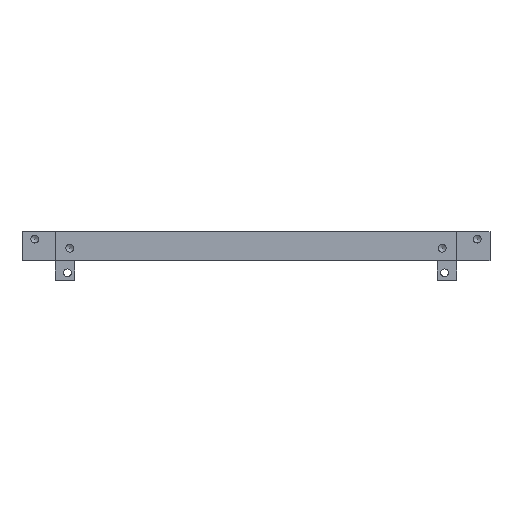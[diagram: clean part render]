
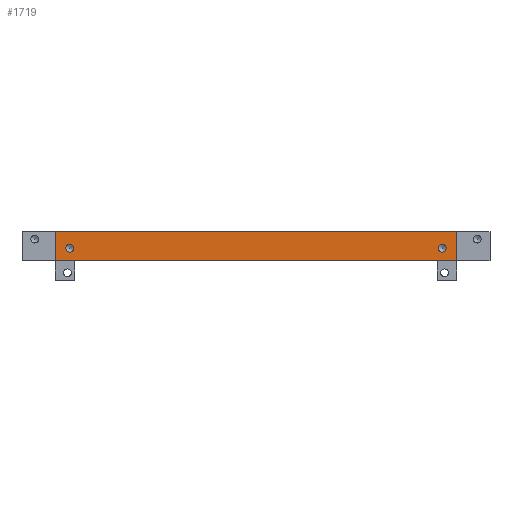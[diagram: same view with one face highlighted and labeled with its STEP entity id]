
A CAD part, front view. The second image highlights one B-rep face of the part: STEP entity #1719.
In plain terms, the highlighted planar face has unit normal (0, -1, 0).
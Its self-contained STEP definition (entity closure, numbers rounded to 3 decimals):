
#61=FACE_BOUND('',#276,.T.);
#62=FACE_BOUND('',#277,.T.);
#91=PLANE('',#1905);
#147=FACE_OUTER_BOUND('',#275,.T.);
#275=EDGE_LOOP('',(#1388,#1389,#1390,#1391));
#276=EDGE_LOOP('',(#1392));
#277=EDGE_LOOP('',(#1393));
#369=LINE('',#2605,#509);
#385=LINE('',#2690,#525);
#425=LINE('',#2838,#565);
#426=LINE('',#2839,#566);
#509=VECTOR('',#2063,10.);
#525=VECTOR('',#2137,10.);
#565=VECTOR('',#2295,10.);
#566=VECTOR('',#2296,10.);
#708=CIRCLE('',#1904,0.812);
#709=CIRCLE('',#1906,0.812);
#765=VERTEX_POINT('',#2602);
#766=VERTEX_POINT('',#2604);
#805=VERTEX_POINT('',#2687);
#806=VERTEX_POINT('',#2689);
#855=VERTEX_POINT('',#2834);
#856=VERTEX_POINT('',#2840);
#936=EDGE_CURVE('',#765,#766,#369,.T.);
#979=EDGE_CURVE('',#806,#805,#385,.T.);
#1051=EDGE_CURVE('',#855,#855,#708,.T.);
#1053=EDGE_CURVE('',#805,#766,#425,.T.);
#1054=EDGE_CURVE('',#806,#765,#426,.T.);
#1055=EDGE_CURVE('',#856,#856,#709,.T.);
#1388=ORIENTED_EDGE('',*,*,#979,.T.);
#1389=ORIENTED_EDGE('',*,*,#1053,.T.);
#1390=ORIENTED_EDGE('',*,*,#936,.F.);
#1391=ORIENTED_EDGE('',*,*,#1054,.F.);
#1392=ORIENTED_EDGE('',*,*,#1055,.F.);
#1393=ORIENTED_EDGE('',*,*,#1051,.F.);
#1719=ADVANCED_FACE('',(#147,#61,#62),#91,.T.);
#1904=AXIS2_PLACEMENT_3D('',#2835,#2290,#2291);
#1905=AXIS2_PLACEMENT_3D('',#2837,#2293,#2294);
#1906=AXIS2_PLACEMENT_3D('',#2841,#2297,#2298);
#2063=DIRECTION('',(1.,0.,0.));
#2137=DIRECTION('',(1.,0.,0.));
#2290=DIRECTION('center_axis',(0.,-1.,0.));
#2291=DIRECTION('ref_axis',(0.,0.,1.));
#2293=DIRECTION('center_axis',(0.,-1.,0.));
#2294=DIRECTION('ref_axis',(1.,0.,0.));
#2295=DIRECTION('',(0.,0.,1.));
#2296=DIRECTION('',(0.,0.,1.));
#2297=DIRECTION('center_axis',(0.,-1.,0.));
#2298=DIRECTION('ref_axis',(0.,0.,1.));
#2602=CARTESIAN_POINT('',(-91.5,1.6,6.));
#2604=CARTESIAN_POINT('',(-8.5,1.6,6.));
#2605=CARTESIAN_POINT('',(-8.5,1.6,6.));
#2687=CARTESIAN_POINT('',(-8.5,1.6,0.));
#2689=CARTESIAN_POINT('',(-91.5,1.6,0.));
#2690=CARTESIAN_POINT('',(-48.275,1.6,0.));
#2834=CARTESIAN_POINT('',(-88.5,1.6,1.789));
#2835=CARTESIAN_POINT('Origin',(-88.5,1.6,2.6));
#2837=CARTESIAN_POINT('Origin',(-91.5,1.6,0.));
#2838=CARTESIAN_POINT('',(-8.5,1.6,0.));
#2839=CARTESIAN_POINT('',(-91.5,1.6,0.));
#2840=CARTESIAN_POINT('',(-11.5,1.6,1.789));
#2841=CARTESIAN_POINT('Origin',(-11.5,1.6,2.6));
